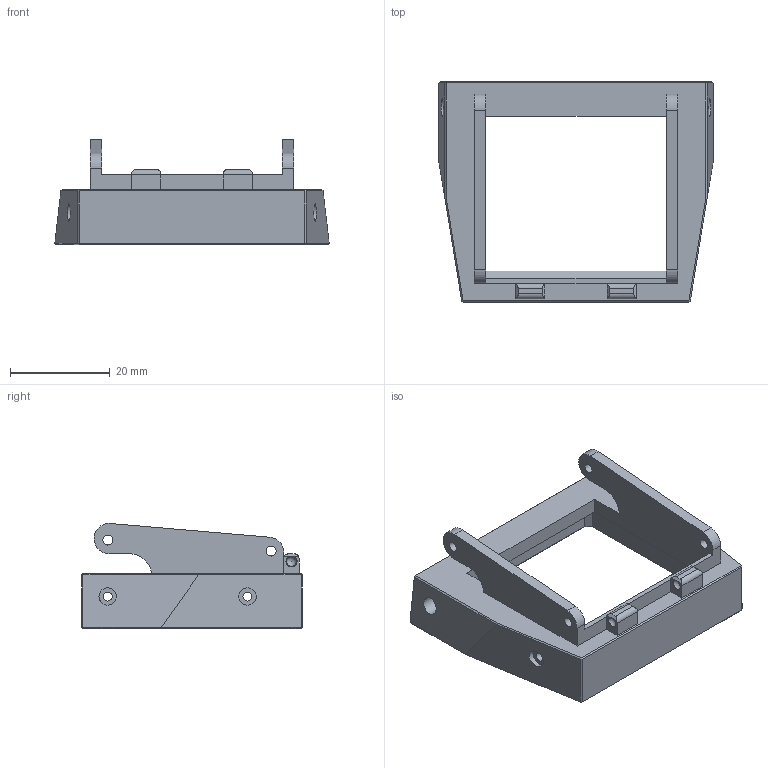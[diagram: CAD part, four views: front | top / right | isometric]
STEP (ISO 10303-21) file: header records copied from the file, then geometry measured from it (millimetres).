
FILE_DESCRIPTION(/* description */ ('Unknown'),/* implementation_level */ '2;1');
FILE_NAME(/* name */ 'nikonF_waistLevelFinder_Top',/* time_stamp */ '2024-03-18T21:46:55-04:00',/* author */ ('Unknown'),/* organization */ ('Unknown'),/* preprocessor_version */ 'ST-DEVELOPER v18.1',/* originating_system */ 'Solid Edge',/* authorisation */ 'Unknown');
FILE_SCHEMA (('AUTOMOTIVE_DESIGN {1 0 10303 214 3 1 1}'));
Length unit declared in the file: millimetre
Products named in the file (2): nikonF_waistLevelFinder; nikonF_waistLevelFinder_Top
Assembly tree (1 placements, depth 2):
  nikonF_waistLevelFinder
    nikonF_waistLevelFinder_Top
Bounding box: 55.04 x 44.25 x 21.07 mm (x, y, z)
Volume: 9308.7 mm3; surface area: 7694.9 mm2
Topology: 1 solids, 1 shells, 110 faces, 303 edges, 196 vertices
Faces by surface type: plane 78, cylinder 24, sphere 4, torus 4
Full cylindrical faces by diameter (mm): 1.8 x4, 2 x4, 3.5 x4
Entity records: 3298 total; most frequent: CARTESIAN_POINT 571, DIRECTION 549, ORIENTED_EDGE 530, EDGE_CURVE 265, LINE 197, VECTOR 197, VERTEX_POINT 178, AXIS2_PLACEMENT_3D 176
